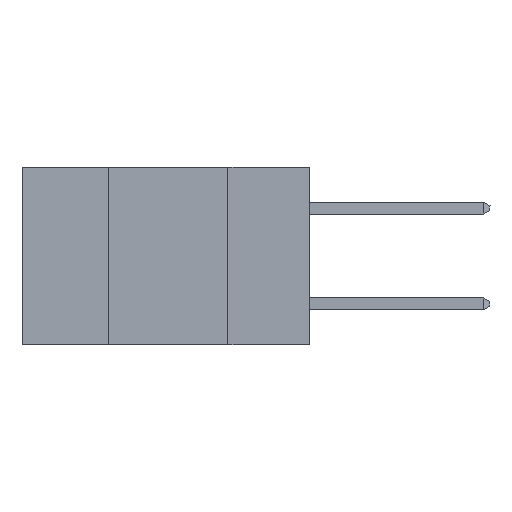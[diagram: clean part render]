
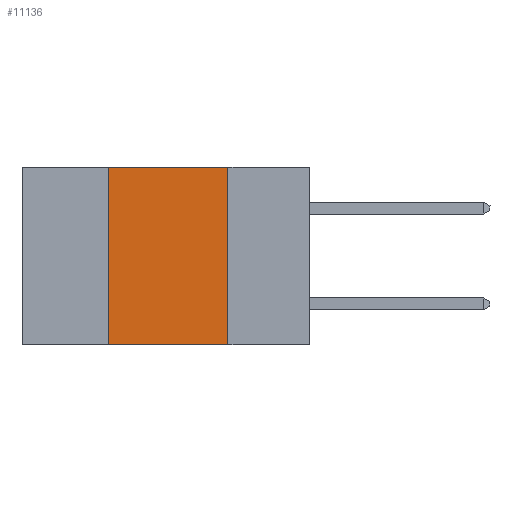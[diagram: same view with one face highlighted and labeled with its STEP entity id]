
A CAD part, left-side view. The second image highlights one B-rep face of the part: STEP entity #11136.
In plain terms, the highlighted planar face has unit normal (-1, 0, 0).
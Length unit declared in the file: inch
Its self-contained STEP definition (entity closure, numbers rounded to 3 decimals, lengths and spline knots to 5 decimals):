
#58 = LINE ( 'NONE', #8685, #10176 ) ;
#815 = ORIENTED_EDGE ( 'NONE', *, *, #3571, .F. ) ;
#836 = DIRECTION ( 'NONE',  ( 0., 0., 1. ) ) ;
#911 = VECTOR ( 'NONE', #11083, 39.37008 ) ;
#1525 = ORIENTED_EDGE ( 'NONE', *, *, #7090, .F. ) ;
#1956 = CARTESIAN_POINT ( 'NONE',  ( 0., 0.42, 0. ) ) ;
#3271 = DIRECTION ( 'NONE',  ( 0., 0., -1. ) ) ;
#3275 = VERTEX_POINT ( 'NONE', #6383 ) ;
#3534 = EDGE_LOOP ( 'NONE', ( #7619, #815, #1525, #9609 ) ) ;
#3571 = EDGE_CURVE ( 'NONE', #7008, #3275, #58, .T. ) ;
#3818 = EDGE_CURVE ( 'NONE', #6482, #7677, #6690, .T. ) ;
#4167 = EDGE_CURVE ( 'NONE', #3275, #7677, #4247, .T. ) ;
#4247 = LINE ( 'NONE', #11204, #911 ) ;
#4901 = CARTESIAN_POINT ( 'NONE',  ( 0., 0.42, 0. ) ) ;
#4958 = CARTESIAN_POINT ( 'NONE',  ( 0., 0.42, -0.37 ) ) ;
#5465 = DIRECTION ( 'NONE',  ( 0., -1., 0. ) ) ;
#5992 = DIRECTION ( 'NONE',  ( 0., -1., 0. ) ) ;
#6120 = CARTESIAN_POINT ( 'NONE',  ( 0., 0.17, -0.37 ) ) ;
#6281 = CARTESIAN_POINT ( 'NONE',  ( 0., 0.6, 0. ) ) ;
#6383 = CARTESIAN_POINT ( 'NONE',  ( 0., 0.17, 0. ) ) ;
#6482 = VERTEX_POINT ( 'NONE', #4958 ) ;
#6690 = LINE ( 'NONE', #8482, #12024 ) ;
#7008 = VERTEX_POINT ( 'NONE', #4901 ) ;
#7090 = EDGE_CURVE ( 'NONE', #6482, #7008, #10778, .T. ) ;
#7619 = ORIENTED_EDGE ( 'NONE', *, *, #4167, .F. ) ;
#7677 = VERTEX_POINT ( 'NONE', #6120 ) ;
#8482 = CARTESIAN_POINT ( 'NONE',  ( 0., 0.6, -0.37 ) ) ;
#8685 = CARTESIAN_POINT ( 'NONE',  ( 0., 0.6, 0. ) ) ;
#9236 = FACE_OUTER_BOUND ( 'NONE', #3534, .T. ) ;
#9425 = DIRECTION ( 'NONE',  ( 1., 0., 0. ) ) ;
#9609 = ORIENTED_EDGE ( 'NONE', *, *, #3818, .T. ) ;
#10176 = VECTOR ( 'NONE', #5992, 39.37008 ) ;
#10277 = PLANE ( 'NONE',  #10440 ) ;
#10440 = AXIS2_PLACEMENT_3D ( 'NONE', #6281, #9425, #3271 ) ;
#10778 = LINE ( 'NONE', #1956, #11737 ) ;
#11083 = DIRECTION ( 'NONE',  ( 0., 0., -1. ) ) ;
#11136 = ADVANCED_FACE ( 'NONE', ( #9236 ), #10277, .F. ) ;
#11204 = CARTESIAN_POINT ( 'NONE',  ( 0., 0.17, 0. ) ) ;
#11737 = VECTOR ( 'NONE', #836, 39.37008 ) ;
#12024 = VECTOR ( 'NONE', #5465, 39.37008 ) ;
